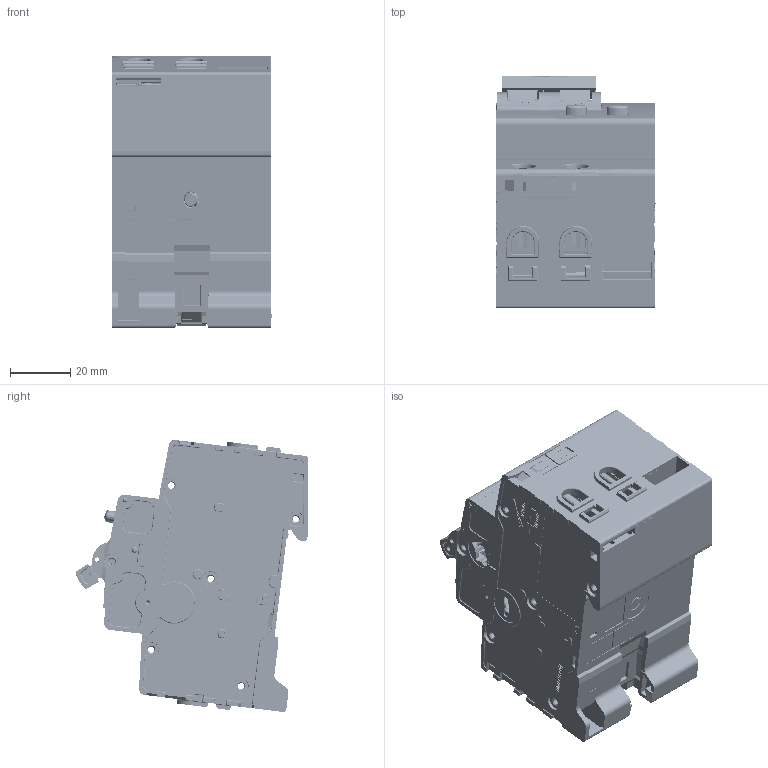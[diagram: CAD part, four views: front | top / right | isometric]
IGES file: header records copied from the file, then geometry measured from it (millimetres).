
Start section: START RECORD GO HERE.
Global section: file name: AFDD RCBO 3D per skinx.igs; native system: DASSAULT SYSTEMES CATIA V5 R20 - www.3ds.com; preprocessor: CATIA Version 5 Release 20 SP 6 ; author: ITMAMAR20; organization: EUROPE; date: 20180907.122745; units: millimetre
Bounding box: 52.73 x 76.99 x 90.02 mm (x, y, z)
Surface area: 105079.1 mm2 (no closed solid volume)
Topology: 0 solids, 0 shells, 12488 faces, 66148 edges, 65121 vertices
Faces by surface type: revolution 6736, plane 4858, extrusion 698, bspline 196
